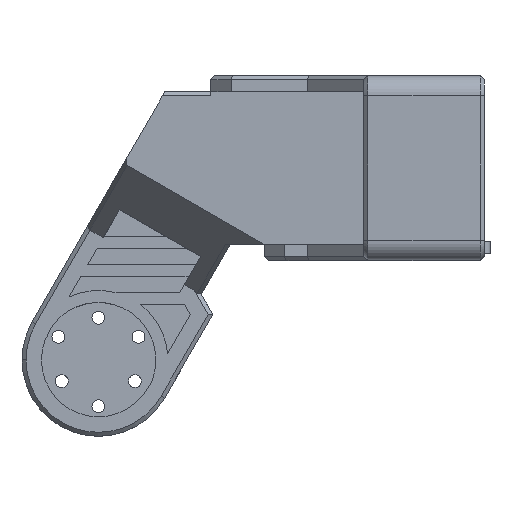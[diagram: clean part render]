
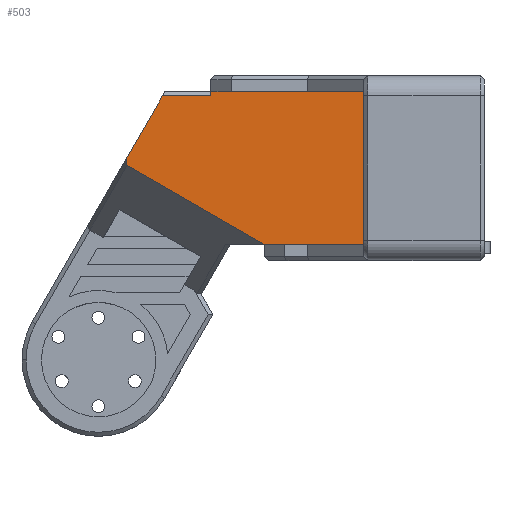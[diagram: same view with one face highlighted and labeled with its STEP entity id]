
A CAD part, top view. The second image highlights one B-rep face of the part: STEP entity #503.
In plain terms, the highlighted planar face has unit normal (0, 0, 1).
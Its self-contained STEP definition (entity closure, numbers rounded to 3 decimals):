
#47 = VECTOR ( 'NONE', #593, 1000. ) ;
#87 = ORIENTED_EDGE ( 'NONE', *, *, #1173, .T. ) ;
#196 = VECTOR ( 'NONE', #3905, 1000. ) ;
#280 = VECTOR ( 'NONE', #411, 1000. ) ;
#331 = VERTEX_POINT ( 'NONE', #4499 ) ;
#339 = FACE_OUTER_BOUND ( 'NONE', #901, .T. ) ;
#411 = DIRECTION ( 'NONE',  ( 0., -1., 0. ) ) ;
#497 = EDGE_CURVE ( 'NONE', #2320, #4930, #716, .T. ) ;
#503 = ADVANCED_FACE ( 'NONE', ( #339 ), #792, .F. ) ;
#593 = DIRECTION ( 'NONE',  ( -1., 0., 0. ) ) ;
#635 = CARTESIAN_POINT ( 'NONE',  ( 90., 28.631, 30.5 ) ) ;
#663 = LINE ( 'NONE', #4493, #47 ) ;
#703 = DIRECTION ( 'NONE',  ( 0., -1., 0. ) ) ;
#714 = VECTOR ( 'NONE', #4582, 1000. ) ;
#716 = LINE ( 'NONE', #4236, #280 ) ;
#751 = CARTESIAN_POINT ( 'NONE',  ( 90., 66.631, 30.5 ) ) ;
#757 = CARTESIAN_POINT ( 'NONE',  ( 1.046, 39.811, 30.5 ) ) ;
#792 = PLANE ( 'NONE',  #3547 ) ;
#793 = EDGE_CURVE ( 'NONE', #331, #1131, #2206, .T. ) ;
#825 = ORIENTED_EDGE ( 'NONE', *, *, #1310, .F. ) ;
#871 = CARTESIAN_POINT ( 'NONE',  ( 7.12, 48.332, 30.5 ) ) ;
#901 = EDGE_LOOP ( 'NONE', ( #2892, #3823, #3908, #4069, #2370, #825, #87, #2781 ) ) ;
#1034 = CARTESIAN_POINT ( 'NONE',  ( 28., 0., 30.5 ) ) ;
#1131 = VERTEX_POINT ( 'NONE', #2126 ) ;
#1173 = EDGE_CURVE ( 'NONE', #4572, #3687, #3683, .T. ) ;
#1197 = EDGE_CURVE ( 'NONE', #1311, #2739, #4887, .T. ) ;
#1310 = EDGE_CURVE ( 'NONE', #4572, #2320, #1919, .T. ) ;
#1311 = VERTEX_POINT ( 'NONE', #3828 ) ;
#1357 = CARTESIAN_POINT ( 'NONE',  ( 28., 65.631, 30.5 ) ) ;
#1380 = CARTESIAN_POINT ( 'NONE',  ( 0., 28.631, 30.5 ) ) ;
#1547 = DIRECTION ( 'NONE',  ( -0.5, -0.866, 0. ) ) ;
#1799 = LINE ( 'NONE', #1380, #4605 ) ;
#1859 = CARTESIAN_POINT ( 'NONE',  ( 0., 0., 30.5 ) ) ;
#1919 = LINE ( 'NONE', #3424, #714 ) ;
#2053 = CARTESIAN_POINT ( 'NONE',  ( 8.506, 33.291, 30.5 ) ) ;
#2126 = CARTESIAN_POINT ( 'NONE',  ( 6.961, 50.057, 30.5 ) ) ;
#2206 = LINE ( 'NONE', #757, #2245 ) ;
#2243 = EDGE_CURVE ( 'NONE', #1131, #2739, #2379, .T. ) ;
#2245 = VECTOR ( 'NONE', #1547, 1000. ) ;
#2249 = DIRECTION ( 'NONE',  ( -0.866, 0.5, 0. ) ) ;
#2320 = VERTEX_POINT ( 'NONE', #751 ) ;
#2370 = ORIENTED_EDGE ( 'NONE', *, *, #497, .F. ) ;
#2379 = LINE ( 'NONE', #2053, #196 ) ;
#2739 = VERTEX_POINT ( 'NONE', #871 ) ;
#2781 = ORIENTED_EDGE ( 'NONE', *, *, #3325, .T. ) ;
#2892 = ORIENTED_EDGE ( 'NONE', *, *, #793, .T. ) ;
#2927 = DIRECTION ( 'NONE',  ( -1., 0., 0. ) ) ;
#3325 = EDGE_CURVE ( 'NONE', #3687, #331, #663, .T. ) ;
#3341 = CARTESIAN_POINT ( 'NONE',  ( 28., 66.631, 30.5 ) ) ;
#3393 = DIRECTION ( 'NONE',  ( -1., 0., 0. ) ) ;
#3402 = CARTESIAN_POINT ( 'NONE',  ( 102.936, -6.987, 30.5 ) ) ;
#3424 = CARTESIAN_POINT ( 'NONE',  ( 0., 66.631, 30.5 ) ) ;
#3439 = DIRECTION ( 'NONE',  ( 0., 0., -1. ) ) ;
#3507 = VECTOR ( 'NONE', #703, 1000. ) ;
#3547 = AXIS2_PLACEMENT_3D ( 'NONE', #1859, #3439, #3393 ) ;
#3618 = EDGE_CURVE ( 'NONE', #4930, #1311, #1799, .T. ) ;
#3683 = LINE ( 'NONE', #1034, #3507 ) ;
#3687 = VERTEX_POINT ( 'NONE', #1357 ) ;
#3823 = ORIENTED_EDGE ( 'NONE', *, *, #2243, .T. ) ;
#3828 = CARTESIAN_POINT ( 'NONE',  ( 41.243, 28.631, 30.5 ) ) ;
#3905 = DIRECTION ( 'NONE',  ( 0.092, -0.996, 0. ) ) ;
#3908 = ORIENTED_EDGE ( 'NONE', *, *, #1197, .F. ) ;
#4069 = ORIENTED_EDGE ( 'NONE', *, *, #3618, .F. ) ;
#4236 = CARTESIAN_POINT ( 'NONE',  ( 90., 66.631, 30.5 ) ) ;
#4470 = VECTOR ( 'NONE', #2249, 1000. ) ;
#4493 = CARTESIAN_POINT ( 'NONE',  ( 0., 65.631, 30.5 ) ) ;
#4499 = CARTESIAN_POINT ( 'NONE',  ( 15.953, 65.631, 30.5 ) ) ;
#4572 = VERTEX_POINT ( 'NONE', #3341 ) ;
#4582 = DIRECTION ( 'NONE',  ( 1., 0., 0. ) ) ;
#4605 = VECTOR ( 'NONE', #2927, 1000. ) ;
#4887 = LINE ( 'NONE', #3402, #4470 ) ;
#4930 = VERTEX_POINT ( 'NONE', #635 ) ;
